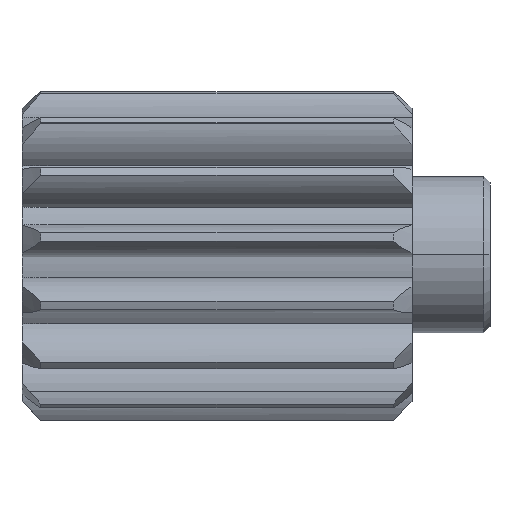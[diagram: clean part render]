
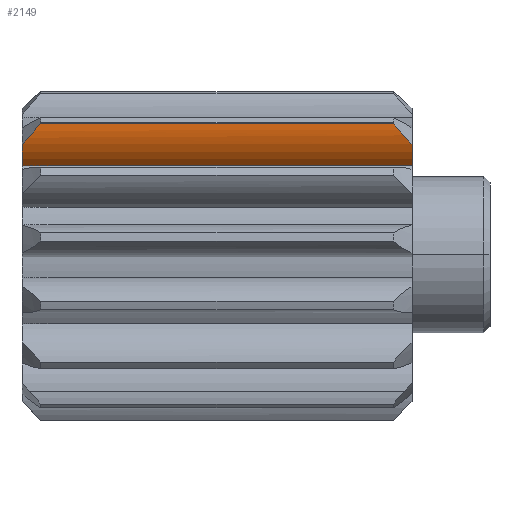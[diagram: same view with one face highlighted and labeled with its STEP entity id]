
A CAD part, top view. The second image highlights one B-rep face of the part: STEP entity #2149.
In plain terms, the highlighted cylindrical face has radius 2.381 mm (diameter 4.763 mm), a partial arc.
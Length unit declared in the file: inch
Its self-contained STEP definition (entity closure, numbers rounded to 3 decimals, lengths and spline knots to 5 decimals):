
#4 = CARTESIAN_POINT ( 'NONE',  ( 12., 0.20948, 0.16174 ) ) ;
#61 = CYLINDRICAL_SURFACE ( 'NONE', #811, 0.09375 ) ;
#74 = VECTOR ( 'NONE', #3658, 39.37008 ) ;
#127 = DIRECTION ( 'NONE',  ( 0., 0.743, -0.669 ) ) ;
#155 = CARTESIAN_POINT ( 'NONE',  ( 0., 0.14219, 0.13326 ) ) ;
#263 = AXIS2_PLACEMENT_3D ( 'NONE', #1570, #738, #127 ) ;
#275 = CARTESIAN_POINT ( 'NONE',  ( 0.02903, 0.20948, 0.16174 ) ) ;
#477 = LINE ( 'NONE', #1045, #74 ) ;
#514 = VERTEX_POINT ( 'NONE', #3551 ) ;
#543 = EDGE_LOOP ( 'NONE', ( #2352, #3393, #664, #794, #1480, #2177 ) ) ;
#598 = CARTESIAN_POINT ( 'NONE',  ( 0.01981, 0.19783, 0.16174 ) ) ;
#630 = CARTESIAN_POINT ( 'NONE',  ( 0.59597, 0.20948, 0.16174 ) ) ;
#635 = EDGE_CURVE ( 'NONE', #2967, #1059, #2070, .T. ) ;
#664 = ORIENTED_EDGE ( 'NONE', *, *, #2619, .F. ) ;
#700 = VERTEX_POINT ( 'NONE', #3146 ) ;
#738 = DIRECTION ( 'NONE',  ( -1., 0., 0. ) ) ;
#794 = ORIENTED_EDGE ( 'NONE', *, *, #2289, .F. ) ;
#811 = AXIS2_PLACEMENT_3D ( 'NONE', #1220, #2367, #1819 ) ;
#878 = DIRECTION ( 'NONE',  ( -1., 0., 0. ) ) ;
#1045 = CARTESIAN_POINT ( 'NONE',  ( 12., 0.14219, 0.13326 ) ) ;
#1059 = VERTEX_POINT ( 'NONE', #3428 ) ;
#1176 = CARTESIAN_POINT ( 'NONE',  ( 0., 0.17673, 0.15583 ) ) ;
#1220 = CARTESIAN_POINT ( 'NONE',  ( 12., 0.20948, 0.06799 ) ) ;
#1424 = DIRECTION ( 'NONE',  ( 0., 0., -1. ) ) ;
#1480 = ORIENTED_EDGE ( 'NONE', *, *, #635, .T. ) ;
#1570 = CARTESIAN_POINT ( 'NONE',  ( 0., 0.20948, 0.06799 ) ) ;
#1627 = EDGE_CURVE ( 'NONE', #1059, #2537, #2604, .T. ) ;
#1819 = DIRECTION ( 'NONE',  ( 0., 0., 1. ) ) ;
#1838 = CARTESIAN_POINT ( 'NONE',  ( 0.625, 0.14219, 0.13326 ) ) ;
#1951 = CARTESIAN_POINT ( 'NONE',  ( 0.625, 0.17673, 0.15583 ) ) ;
#2070 = CIRCLE ( 'NONE', #2788, 0.09375 ) ;
#2125 = CARTESIAN_POINT ( 'NONE',  ( 0.60519, 0.19783, 0.16174 ) ) ;
#2149 = ADVANCED_FACE ( 'NONE', ( #2383 ), #61, .T. ) ;
#2177 = ORIENTED_EDGE ( 'NONE', *, *, #1627, .T. ) ;
#2209 = CARTESIAN_POINT ( 'NONE',  ( 0.59597, 0.20948, 0.16174 ) ) ;
#2289 = EDGE_CURVE ( 'NONE', #2967, #3069, #477, .T. ) ;
#2352 = ORIENTED_EDGE ( 'NONE', *, *, #3572, .T. ) ;
#2367 = DIRECTION ( 'NONE',  ( -1., 0., 0. ) ) ;
#2383 = FACE_OUTER_BOUND ( 'NONE', #543, .T. ) ;
#2530 = CARTESIAN_POINT ( 'NONE',  ( 0.61485, 0.18692, 0.15963 ) ) ;
#2537 = VERTEX_POINT ( 'NONE', #630 ) ;
#2604 = B_SPLINE_CURVE_WITH_KNOTS ( 'NONE', 3,
 ( #1951, #2530, #2125, #2209 ),
 .UNSPECIFIED., .F., .F.,
 ( 4, 4 ),
 ( 0., 0.00112 ),
 .UNSPECIFIED. ) ;
#2619 = EDGE_CURVE ( 'NONE', #3069, #514, #3326, .T. ) ;
#2788 = AXIS2_PLACEMENT_3D ( 'NONE', #3361, #3096, #1424 ) ;
#2829 = CARTESIAN_POINT ( 'NONE',  ( 0.01015, 0.18692, 0.15963 ) ) ;
#2886 = B_SPLINE_CURVE_WITH_KNOTS ( 'NONE', 3,
 ( #275, #598, #2829, #1176 ),
 .UNSPECIFIED., .F., .F.,
 ( 4, 4 ),
 ( 0.00004, 0.00116 ),
 .UNSPECIFIED. ) ;
#2967 = VERTEX_POINT ( 'NONE', #1838 ) ;
#3069 = VERTEX_POINT ( 'NONE', #155 ) ;
#3096 = DIRECTION ( 'NONE',  ( -1., 0., 0. ) ) ;
#3121 = LINE ( 'NONE', #4, #3368 ) ;
#3146 = CARTESIAN_POINT ( 'NONE',  ( 0.02903, 0.20948, 0.16174 ) ) ;
#3326 = CIRCLE ( 'NONE', #263, 0.09375 ) ;
#3361 = CARTESIAN_POINT ( 'NONE',  ( 0.625, 0.20948, 0.06799 ) ) ;
#3368 = VECTOR ( 'NONE', #878, 39.37008 ) ;
#3393 = ORIENTED_EDGE ( 'NONE', *, *, #3580, .T. ) ;
#3428 = CARTESIAN_POINT ( 'NONE',  ( 0.625, 0.17673, 0.15583 ) ) ;
#3551 = CARTESIAN_POINT ( 'NONE',  ( 0., 0.17673, 0.15583 ) ) ;
#3572 = EDGE_CURVE ( 'NONE', #2537, #700, #3121, .T. ) ;
#3580 = EDGE_CURVE ( 'NONE', #700, #514, #2886, .T. ) ;
#3658 = DIRECTION ( 'NONE',  ( -1., 0., 0. ) ) ;
